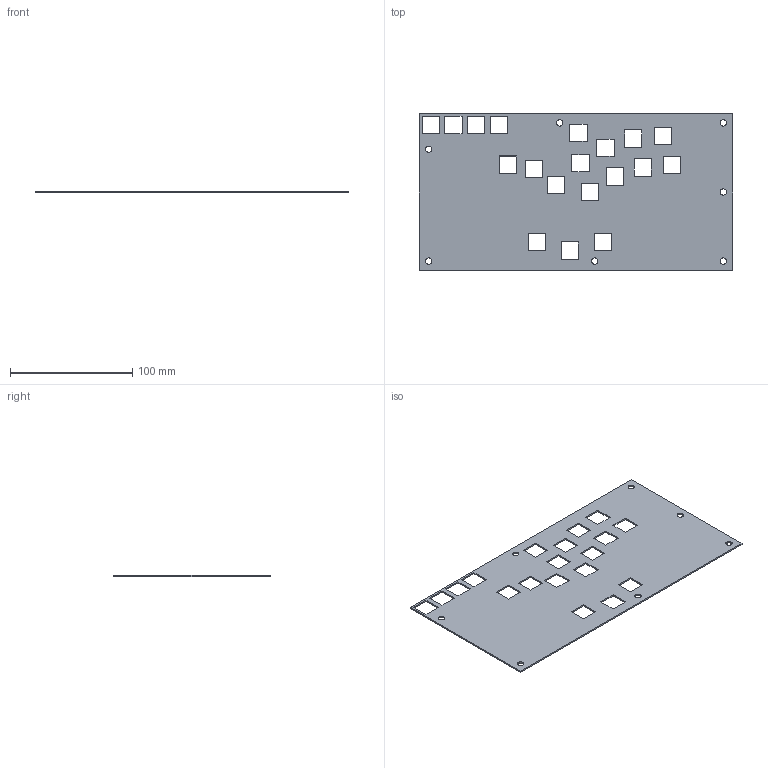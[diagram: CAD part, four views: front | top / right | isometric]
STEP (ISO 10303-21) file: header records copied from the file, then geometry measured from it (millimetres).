
FILE_DESCRIPTION(/* description */ (''),/* implementation_level */ '2;1');
FILE_NAME(/* name */ 'Positioning_Plate.stp',/* time_stamp */ '2023-10-04T11:24:37+08:00',/* author */ ('nicx5'),/* organization */ (''),/* preprocessor_version */ 'ST-DEVELOPER v19.2',/* originating_system */ 'Autodesk Inventor 2024',/* authorisation */ '');
FILE_SCHEMA (('AUTOMOTIVE_DESIGN { 1 0 10303 214 3 1 1 }'));
Length unit declared in the file: millimetre
Products named in the file (1): Positioning_Plate
Bounding box: 256 x 128 x 1.2 mm (x, y, z)
Volume: 34642.4 mm3; surface area: 60077.6 mm2
Topology: 1 solids, 1 shells, 89 faces, 261 edges, 174 vertices
Faces by surface type: plane 82, cylinder 7
Full cylindrical faces by diameter (mm): 5.2 x7
Entity records: 3054 total; most frequent: CARTESIAN_POINT 525, ORIENTED_EDGE 522, DIRECTION 455, EDGE_CURVE 261, LINE 247, VECTOR 247, VERTEX_POINT 174, EDGE_LOOP 141
